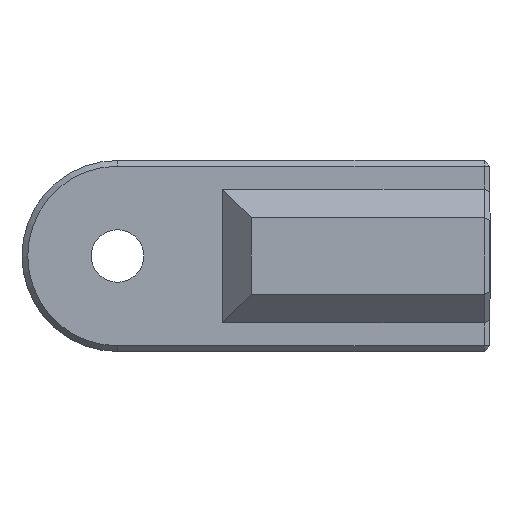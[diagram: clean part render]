
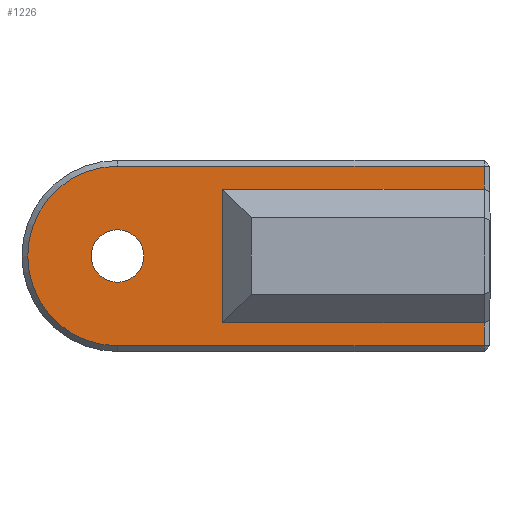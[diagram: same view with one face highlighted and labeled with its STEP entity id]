
A CAD part, front view. The second image highlights one B-rep face of the part: STEP entity #1226.
In plain terms, the highlighted planar face has unit normal (0, -1, 0).
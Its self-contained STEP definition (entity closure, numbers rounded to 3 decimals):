
#19=FACE_BOUND('',#193,.T.);
#36=CIRCLE('',#1298,9.4);
#42=CIRCLE('',#1322,2.75);
#117=FACE_OUTER_BOUND('',#192,.T.);
#192=EDGE_LOOP('',(#950,#951,#952,#953,#954,#955,#956,#957));
#193=EDGE_LOOP('',(#958));
#283=LINE('',#1967,#422);
#285=LINE('',#1975,#424);
#288=LINE('',#1979,#427);
#315=LINE('',#2035,#454);
#326=LINE('',#2062,#465);
#327=LINE('',#2064,#466);
#328=LINE('',#2065,#467);
#422=VECTOR('',#1462,10.);
#424=VECTOR('',#1472,10.);
#427=VECTOR('',#1477,10.);
#454=VECTOR('',#1532,10.);
#465=VECTOR('',#1557,10.);
#466=VECTOR('',#1558,10.);
#467=VECTOR('',#1559,10.);
#546=VERTEX_POINT('',#1936);
#551=VERTEX_POINT('',#1949);
#556=VERTEX_POINT('',#1959);
#557=VERTEX_POINT('',#1963);
#559=VERTEX_POINT('',#1969);
#575=VERTEX_POINT('',#2034);
#584=VERTEX_POINT('',#2061);
#585=VERTEX_POINT('',#2063);
#586=VERTEX_POINT('',#2066);
#675=EDGE_CURVE('',#551,#557,#283,.T.);
#678=EDGE_CURVE('',#557,#559,#36,.T.);
#679=EDGE_CURVE('',#559,#556,#285,.T.);
#682=EDGE_CURVE('',#556,#546,#288,.T.);
#711=EDGE_CURVE('',#575,#551,#315,.T.);
#725=EDGE_CURVE('',#575,#584,#326,.T.);
#726=EDGE_CURVE('',#585,#584,#327,.T.);
#727=EDGE_CURVE('',#585,#546,#328,.T.);
#728=EDGE_CURVE('',#586,#586,#42,.T.);
#950=ORIENTED_EDGE('',*,*,#682,.F.);
#951=ORIENTED_EDGE('',*,*,#679,.F.);
#952=ORIENTED_EDGE('',*,*,#678,.F.);
#953=ORIENTED_EDGE('',*,*,#675,.F.);
#954=ORIENTED_EDGE('',*,*,#711,.F.);
#955=ORIENTED_EDGE('',*,*,#725,.T.);
#956=ORIENTED_EDGE('',*,*,#726,.F.);
#957=ORIENTED_EDGE('',*,*,#727,.T.);
#958=ORIENTED_EDGE('',*,*,#728,.F.);
#1162=PLANE('',#1321);
#1226=ADVANCED_FACE('',(#117,#19),#1162,.F.);
#1298=AXIS2_PLACEMENT_3D('',#1973,#1468,#1469);
#1321=AXIS2_PLACEMENT_3D('',#2060,#1555,#1556);
#1322=AXIS2_PLACEMENT_3D('',#2067,#1560,#1561);
#1462=DIRECTION('',(-1.,0.,0.));
#1468=DIRECTION('center_axis',(0.,1.,0.));
#1469=DIRECTION('ref_axis',(-0.707,0.,-0.707));
#1472=DIRECTION('',(1.,0.,0.));
#1477=DIRECTION('',(0.,0.,-1.));
#1532=DIRECTION('',(0.,0.,-1.));
#1555=DIRECTION('center_axis',(0.,1.,0.));
#1556=DIRECTION('ref_axis',(1.,0.,0.));
#1557=DIRECTION('',(-1.,0.,0.));
#1558=DIRECTION('',(0.,0.,-1.));
#1559=DIRECTION('',(1.,0.,0.));
#1560=DIRECTION('center_axis',(0.,-1.,0.));
#1561=DIRECTION('ref_axis',(-1.,0.,0.));
#1936=CARTESIAN_POINT('',(38.4,-4.2,7.));
#1949=CARTESIAN_POINT('',(38.4,-4.2,-9.4));
#1959=CARTESIAN_POINT('',(38.4,-4.2,9.4));
#1963=CARTESIAN_POINT('',(0.,-4.2,-9.4));
#1967=CARTESIAN_POINT('',(7.075,-4.2,-9.4));
#1969=CARTESIAN_POINT('',(0.,-4.2,9.4));
#1973=CARTESIAN_POINT('Origin',(0.,-4.2,0.));
#1975=CARTESIAN_POINT('',(-10.425,-4.2,9.4));
#1979=CARTESIAN_POINT('',(38.4,-4.2,10.));
#2034=CARTESIAN_POINT('',(38.4,-4.2,-7.));
#2035=CARTESIAN_POINT('',(38.4,-4.2,10.));
#2060=CARTESIAN_POINT('Origin',(-20.85,-4.2,10.));
#2061=CARTESIAN_POINT('',(11.,-4.2,-7.));
#2062=CARTESIAN_POINT('',(9.075,-4.2,-7.));
#2063=CARTESIAN_POINT('',(11.,-4.2,7.));
#2064=CARTESIAN_POINT('',(11.,-4.2,5.));
#2065=CARTESIAN_POINT('',(9.075,-4.2,7.));
#2066=CARTESIAN_POINT('',(2.75,-4.2,0.));
#2067=CARTESIAN_POINT('Origin',(0.,-4.2,
0.));
